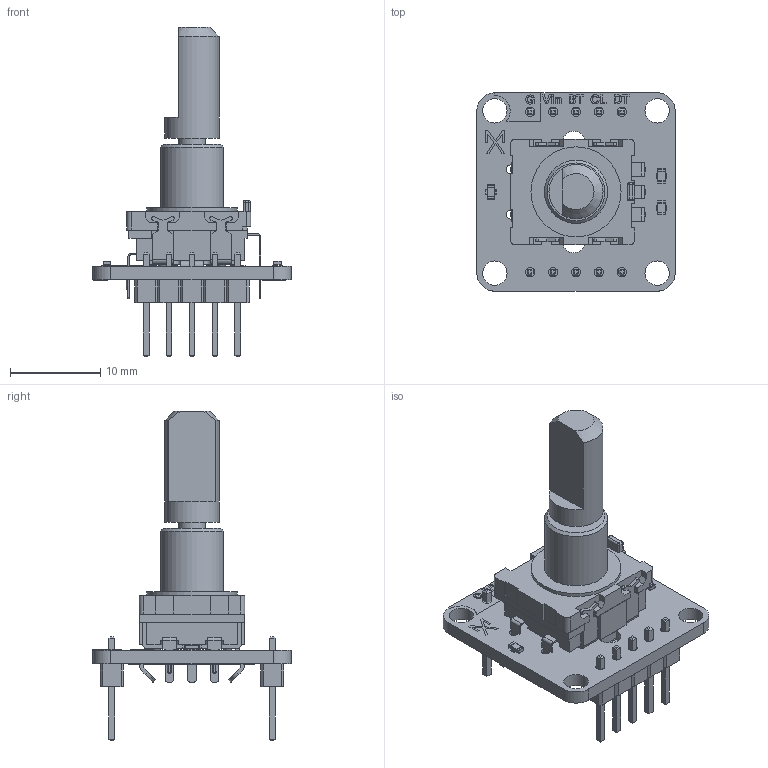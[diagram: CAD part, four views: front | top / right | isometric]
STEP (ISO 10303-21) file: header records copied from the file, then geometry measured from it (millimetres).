
FILE_DESCRIPTION(('KiCad electronic assembly'),'2;1');
FILE_NAME('AX22-0003.step','2025-12-05T14:56:23',('Pcbnew'),('Kicad'), 'Open CASCADE STEP processor 7.8','KiCad to STEP converter','Unknown' );
FILE_SCHEMA(('AUTOMOTIVE_DESIGN { 1 0 10303 214 1 1 1 1 }'));
Length unit declared in the file: millimetre
Products named in the file (10): AX22-0003 1; PinHeader_1x05_P2.54mm_Vertical; Download_STEP_4820xx514001_rev1; 482020714001; pin; pin_short; contact_plate; R_0603_1608Metric; AX22_Rotary Encoder_silkscreen; AX22_Rotary Encoder_PCB
Assembly tree (15 placements, depth 3):
  AX22-0003 1
    PinHeader_1x05_P2.54mm_Vertical  x2
    Download_STEP_4820xx514001_rev1
      482020714001
      pin  x3
      pin_short  x2
      contact_plate
    R_0603_1608Metric  x3
    AX22_Rotary Encoder_silkscreen
    AX22_Rotary Encoder_PCB
Bounding box: 22 x 22 x 36.54 mm (x, y, z)
Volume: 2273.2 mm3; surface area: 3209.1 mm2
Topology: 13 solids, 58 shells, 828 faces, 3184 edges, 2465 vertices
Faces by surface type: plane 668, cylinder 138, revolution 8, torus 8, sphere 4, cone 2
Full cylindrical faces by diameter (mm): 1 x15, 2.5 x2, 2.7 x4, 3 x1, 6 x1, 7 x1, 10 x1
Entity records: 29649 total; most frequent: CARTESIAN_POINT 5406, DIRECTION 4215, ORIENTED_EDGE 4009, EDGE_CURVE 2600, LINE 2165, VECTOR 2165, VERTEX_POINT 2097, AXIS2_PLACEMENT_3D 1022
